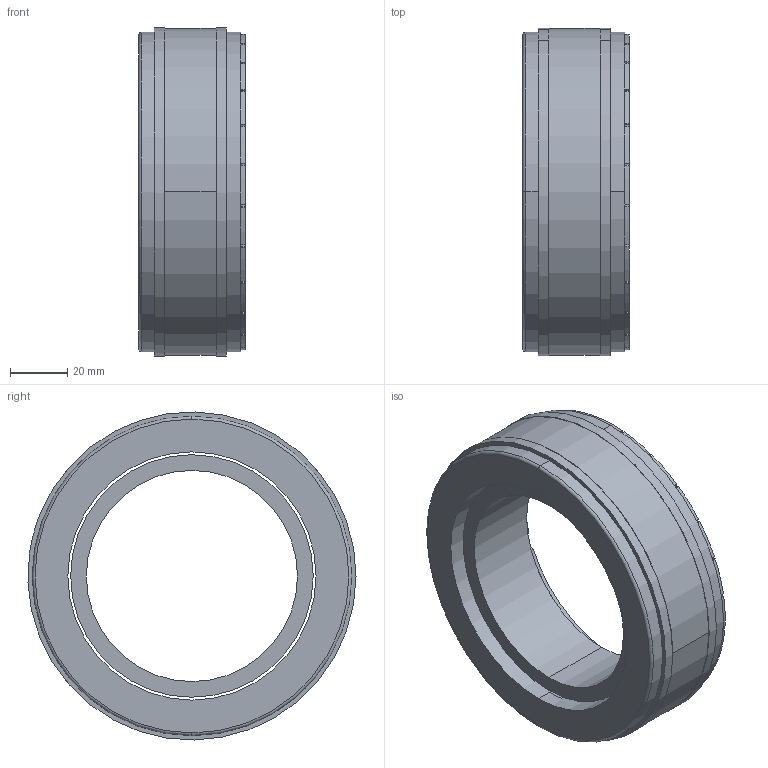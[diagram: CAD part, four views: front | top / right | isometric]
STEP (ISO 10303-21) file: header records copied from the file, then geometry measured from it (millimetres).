
FILE_DESCRIPTION((''),'2;1');
FILE_NAME('0001602107_SW0001','2024-08-14T14:02:08',('wangtl'),(''),'CREO PARAMETRIC BY PTC INC, 2017110','CREO PARAMETRIC BY PTC INC, 2017110','');
FILE_SCHEMA(('CONFIG_CONTROL_DESIGN'));
Length unit declared in the file: millimetre
Products named in the file (1): 0001602107_SW0001
Bounding box: 37.3 x 114.96 x 114.97 mm (x, y, z)
Volume: 192795.9 mm3; surface area: 48424.1 mm2
Topology: 2 solids, 4 shells, 225 faces, 582 edges, 390 vertices
Faces by surface type: cylinder 112, plane 111, torus 2
Entity records: 6996 total; most frequent: DIRECTION 1264, CARTESIAN_POINT 1197, ORIENTED_EDGE 1164, EDGE_CURVE 582, AXIS2_PLACEMENT_3D 457, VERTEX_POINT 390, VECTOR 350, LINE 350
